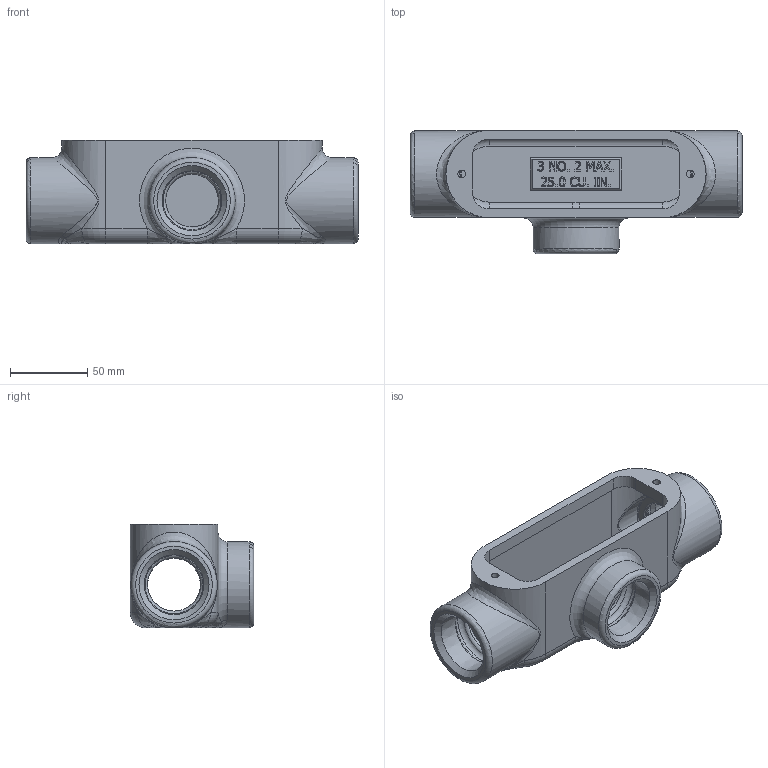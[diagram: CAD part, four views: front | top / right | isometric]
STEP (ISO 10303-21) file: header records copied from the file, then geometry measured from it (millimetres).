
FILE_DESCRIPTION(/* description */ ('FORM 8 T448 AS MACHINED'),/* implementation_level */ '2;1');
FILE_NAME(/* name */ 'KIL_T448.stp',/* time_stamp */ '2019-10-31T18:02:17+06:00',/* author */ ('kr'),/* organization */ (''),/* preprocessor_version */ 'ST-DEVELOPER v16.13',/* originating_system */ 'Autodesk Inventor 2018',/* authorisation */ '');
FILE_SCHEMA (('AUTOMOTIVE_DESIGN { 1 0 10303 214 3 1 1 }'));
Length unit declared in the file: inch
Products named in the file (1): 21743
Bounding box: 214.38 x 79.73 x 66.8 mm (x, y, z)
Volume: 246725.3 mm3; surface area: 86473 mm2
Topology: 1 solids, 1 shells, 740 faces, 1964 edges, 1283 vertices
Faces by surface type: plane 452, bspline 217, cylinder 38, torus 21, cone 12
Full cylindrical faces by diameter (mm): 4.978 x2, 10.35 x1, 12.7 x1, 42.316 x3, 55.626 x3
Entity records: 26721 total; most frequent: CARTESIAN_POINT 9202, ORIENTED_EDGE 3804, DIRECTION 2655, EDGE_CURVE 1902, LINE 1341, VECTOR 1341, VERTEX_POINT 1269, EDGE_LOOP 855
